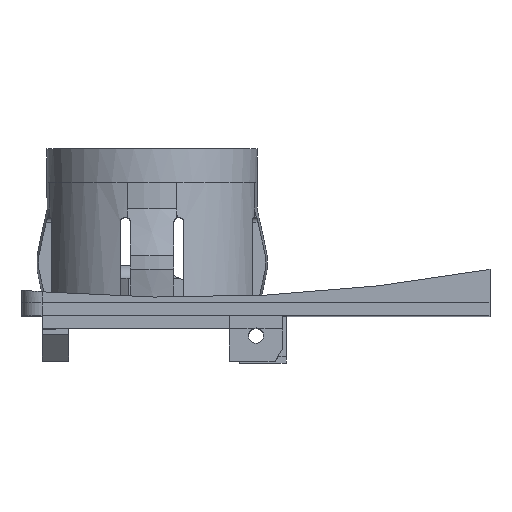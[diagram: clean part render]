
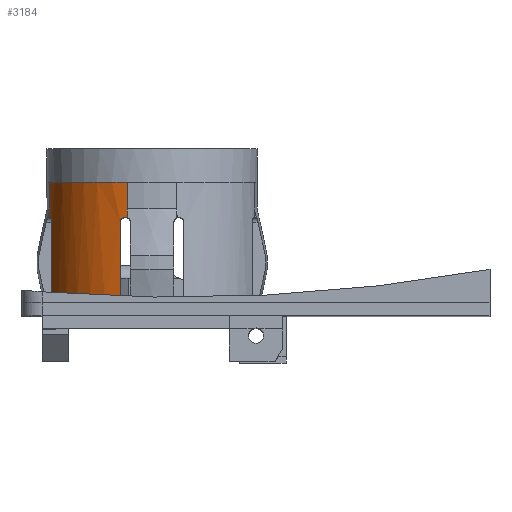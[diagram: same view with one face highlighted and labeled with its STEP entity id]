
A CAD part, top view. The second image highlights one B-rep face of the part: STEP entity #3184.
In plain terms, the highlighted cylindrical face has radius 15.75 mm (diameter 31.5 mm), a partial arc.
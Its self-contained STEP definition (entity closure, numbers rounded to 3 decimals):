
#1485 = VERTEX_POINT('',#1486);
#1486 = CARTESIAN_POINT('',(-15.315,18.,3.677));
#1556 = VERTEX_POINT('',#1557);
#1557 = CARTESIAN_POINT('',(-3.677,18.,15.315));
#1564 = EDGE_CURVE('',#1485,#1556,#1565,.T.);
#1565 = CIRCLE('',#1566,15.75);
#1566 = AXIS2_PLACEMENT_3D('',#1567,#1568,#1569);
#1567 = CARTESIAN_POINT('',(0.,18.,0.));
#1568 = DIRECTION('',(0.,1.,-0.));
#1569 = DIRECTION('',(-0.972,0.,0.233));
#1726 = VERTEX_POINT('',#1727);
#1727 = CARTESIAN_POINT('',(-15.315,14.,3.677));
#2414 = VERTEX_POINT('',#2415);
#2415 = CARTESIAN_POINT('',(-4.75,12.,15.017));
#2421 = EDGE_CURVE('',#2414,#2422,#2424,.T.);
#2422 = VERTEX_POINT('',#2423);
#2423 = CARTESIAN_POINT('',(-3.677,12.677,
    15.315));
#2424 = B_SPLINE_CURVE_WITH_KNOTS('',7,(#2425,#2426,#2427,#2428,#2429,
    #2430,#2431,#2432,#2433,#2434,#2435,#2436,#2437,#2438),
  .UNSPECIFIED.,.F.,.F.,(8,6,8),(0.,0.476,1.),.UNSPECIFIED.);
#2425 = CARTESIAN_POINT('',(-4.75,12.,15.017));
#2426 = CARTESIAN_POINT('',(-4.75,12.095,15.017));
#2427 = CARTESIAN_POINT('',(-4.736,12.19,
    15.021));
#2428 = CARTESIAN_POINT('',(-4.708,12.283,
    15.03));
#2429 = CARTESIAN_POINT('',(-4.666,12.373,
    15.043));
#2430 = CARTESIAN_POINT('',(-4.61,12.456,
    15.061));
#2431 = CARTESIAN_POINT('',(-4.541,12.53,
    15.082));
#2432 = CARTESIAN_POINT('',(-4.37,12.662,
    15.132));
#2433 = CARTESIAN_POINT('',(-4.266,12.718,
    15.162));
#2434 = CARTESIAN_POINT('',(-4.148,12.755,
    15.195));
#2435 = CARTESIAN_POINT('',(-4.025,12.769,
    15.228));
#2436 = CARTESIAN_POINT('',(-3.901,12.76,
    15.26));
#2437 = CARTESIAN_POINT('',(-3.783,12.728,
    15.289));
#2438 = CARTESIAN_POINT('',(-3.677,12.677,
    15.315));
#2480 = EDGE_CURVE('',#2414,#2481,#2483,.T.);
#2481 = VERTEX_POINT('',#2482);
#2482 = CARTESIAN_POINT('',(-4.75,0.,15.017));
#2483 = LINE('',#2484,#2485);
#2484 = CARTESIAN_POINT('',(-4.75,18.,15.017));
#2485 = VECTOR('',#2486,1.);
#2486 = DIRECTION('',(0.,-1.,0.));
#2503 = VERTEX_POINT('',#2504);
#2504 = CARTESIAN_POINT('',(-15.017,0.,4.75));
#2512 = EDGE_CURVE('',#2503,#2481,#2513,.T.);
#2513 = CIRCLE('',#2514,15.75);
#2514 = AXIS2_PLACEMENT_3D('',#2515,#2516,#2517);
#2515 = CARTESIAN_POINT('',(0.,0.,0.));
#2516 = DIRECTION('',(0.,1.,-0.));
#2517 = DIRECTION('',(-0.972,0.,0.233));
#2529 = VERTEX_POINT('',#2530);
#2530 = CARTESIAN_POINT('',(-15.017,12.,4.75));
#2536 = EDGE_CURVE('',#2529,#2503,#2537,.T.);
#2537 = LINE('',#2538,#2539);
#2538 = CARTESIAN_POINT('',(-15.017,18.,4.75));
#2539 = VECTOR('',#2540,1.);
#2540 = DIRECTION('',(0.,-1.,0.));
#2560 = VERTEX_POINT('',#2561);
#2561 = CARTESIAN_POINT('',(-15.315,12.677,
    3.677));
#2568 = EDGE_CURVE('',#2560,#2529,#2569,.T.);
#2569 = B_SPLINE_CURVE_WITH_KNOTS('',7,(#2570,#2571,#2572,#2573,#2574,
    #2575,#2576,#2577,#2578,#2579,#2580,#2581,#2582,#2583),
  .UNSPECIFIED.,.F.,.F.,(8,6,8),(0.,0.399,1.),.UNSPECIFIED.);
#2570 = CARTESIAN_POINT('',(-15.315,12.677,
    3.677));
#2571 = CARTESIAN_POINT('',(-15.295,12.715,
    3.757));
#2572 = CARTESIAN_POINT('',(-15.274,12.743,
    3.845));
#2573 = CARTESIAN_POINT('',(-15.251,12.759,
    3.937));
#2574 = CARTESIAN_POINT('',(-15.226,12.761,
    4.031));
#2575 = CARTESIAN_POINT('',(-15.201,12.749,4.123
    ));
#2576 = CARTESIAN_POINT('',(-15.177,12.725,
    4.212));
#2577 = CARTESIAN_POINT('',(-15.118,12.637,
    4.417));
#2578 = CARTESIAN_POINT('',(-15.086,12.561,
    4.526));
#2579 = CARTESIAN_POINT('',(-15.059,12.466,
    4.615));
#2580 = CARTESIAN_POINT('',(-15.038,12.357,
    4.682));
#2581 = CARTESIAN_POINT('',(-15.024,12.24,
    4.728));
#2582 = CARTESIAN_POINT('',(-15.017,12.12,
    4.75));
#2583 = CARTESIAN_POINT('',(-15.017,12.,4.75));
#3171 = EDGE_CURVE('',#1726,#1485,#3172,.T.);
#3172 = LINE('',#3173,#3174);
#3173 = CARTESIAN_POINT('',(-15.315,14.,3.677));
#3174 = VECTOR('',#3175,1.);
#3175 = DIRECTION('',(0.,1.,0.));
#3184 = ADVANCED_FACE('',(#3185),#3214,.T.);
#3185 = FACE_BOUND('',#3186,.F.);
#3186 = EDGE_LOOP('',(#3187,#3188,#3189,#3197,#3203,#3204,#3205,#3206,
    #3207,#3208));
#3187 = ORIENTED_EDGE('',*,*,#3171,.T.);
#3188 = ORIENTED_EDGE('',*,*,#1564,.T.);
#3189 = ORIENTED_EDGE('',*,*,#3190,.F.);
#3190 = EDGE_CURVE('',#3191,#1556,#3193,.T.);
#3191 = VERTEX_POINT('',#3192);
#3192 = CARTESIAN_POINT('',(-3.677,14.,15.315));
#3193 = LINE('',#3194,#3195);
#3194 = CARTESIAN_POINT('',(-3.677,14.,15.315));
#3195 = VECTOR('',#3196,1.);
#3196 = DIRECTION('',(0.,1.,0.));
#3197 = ORIENTED_EDGE('',*,*,#3198,.T.);
#3198 = EDGE_CURVE('',#3191,#2422,#3199,.T.);
#3199 = LINE('',#3200,#3201);
#3200 = CARTESIAN_POINT('',(-3.677,18.,15.315));
#3201 = VECTOR('',#3202,1.);
#3202 = DIRECTION('',(0.,-1.,0.));
#3203 = ORIENTED_EDGE('',*,*,#2421,.F.);
#3204 = ORIENTED_EDGE('',*,*,#2480,.T.);
#3205 = ORIENTED_EDGE('',*,*,#2512,.F.);
#3206 = ORIENTED_EDGE('',*,*,#2536,.F.);
#3207 = ORIENTED_EDGE('',*,*,#2568,.F.);
#3208 = ORIENTED_EDGE('',*,*,#3209,.F.);
#3209 = EDGE_CURVE('',#1726,#2560,#3210,.T.);
#3210 = LINE('',#3211,#3212);
#3211 = CARTESIAN_POINT('',(-15.315,18.,3.677));
#3212 = VECTOR('',#3213,1.);
#3213 = DIRECTION('',(0.,-1.,0.));
#3214 = CYLINDRICAL_SURFACE('',#3215,15.75);
#3215 = AXIS2_PLACEMENT_3D('',#3216,#3217,#3218);
#3216 = CARTESIAN_POINT('',(0.,18.,0.));
#3217 = DIRECTION('',(0.,-1.,0.));
#3218 = DIRECTION('',(-0.972,0.,0.233));
